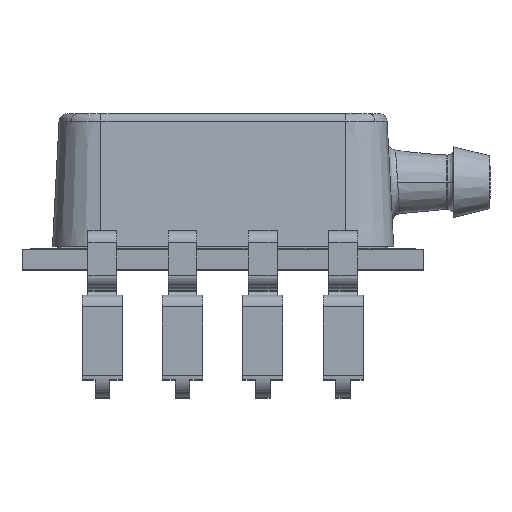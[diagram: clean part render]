
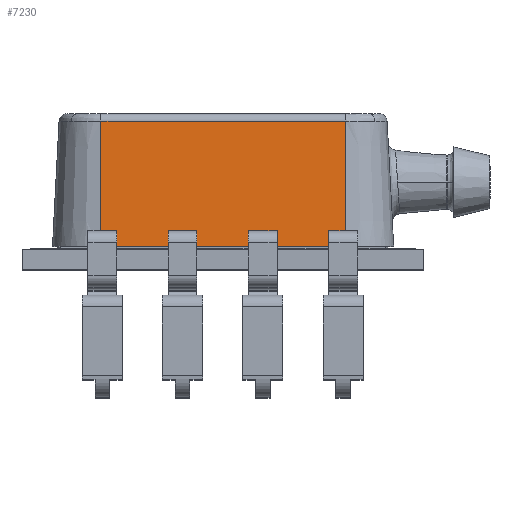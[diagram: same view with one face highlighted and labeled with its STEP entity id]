
A CAD part, top view. The second image highlights one B-rep face of the part: STEP entity #7230.
In plain terms, the highlighted face is planar.
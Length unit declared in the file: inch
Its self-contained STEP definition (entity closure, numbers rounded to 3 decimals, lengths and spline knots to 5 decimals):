
#606 = ORIENTED_EDGE ( 'NONE', *, *, #8034, .T. ) ;
#612 = ORIENTED_EDGE ( 'NONE', *, *, #8009, .T. ) ;
#620 = ORIENTED_EDGE ( 'NONE', *, *, #8183, .F. ) ;
#626 = ORIENTED_EDGE ( 'NONE', *, *, #8068, .T. ) ;
#841 = LINE ( 'NONE', #1567, #866 ) ;
#866 = VECTOR ( 'NONE', #1577, 39.37008 ) ;
#1567 = CARTESIAN_POINT ( 'NONE',  ( -0.12559, 0.23735, 0.32427 ) ) ;
#1577 = DIRECTION ( 'NONE',  ( -1., 0., 0. ) ) ;
#2572 = CARTESIAN_POINT ( 'NONE',  ( 0.17859, 0.23735, 0.32427 ) ) ;
#2601 = CARTESIAN_POINT ( 'NONE',  ( -0.12559, 0.23735, 0.32427 ) ) ;
#2609 = CARTESIAN_POINT ( 'NONE',  ( -0.12623, 0.2455, 0.16875 ) ) ;
#2627 = CARTESIAN_POINT ( 'NONE',  ( 0.17923, 0.2455, 0.16875 ) ) ;
#5515 = LINE ( 'NONE', #12513, #5516 ) ;
#5516 = VECTOR ( 'NONE', #12499, 39.37008 ) ;
#5559 = LINE ( 'NONE', #12722, #5581 ) ;
#5564 = LINE ( 'NONE', #12874, #5567 ) ;
#5567 = VECTOR ( 'NONE', #12847, 39.37008 ) ;
#5581 = VECTOR ( 'NONE', #12690, 39.37008 ) ;
#7230 = ADVANCED_FACE ( 'NONE', ( #10022 ), #13781, .T. ) ;
#8009 = EDGE_CURVE ( 'NONE', #11622, #11613, #5515, .T. ) ;
#8034 = EDGE_CURVE ( 'NONE', #11613, #11581, #5559, .T. ) ;
#8068 = EDGE_CURVE ( 'NONE', #11561, #11622, #5564, .T. ) ;
#8183 = EDGE_CURVE ( 'NONE', #11561, #11581, #841, .T. ) ;
#8362 = AXIS2_PLACEMENT_3D ( 'NONE', #13767, #13759, #13756 ) ;
#9433 = EDGE_LOOP ( 'NONE', ( #612, #606, #620, #626 ) ) ;
#10022 = FACE_OUTER_BOUND ( 'NONE', #9433, .T. ) ;
#11561 = VERTEX_POINT ( 'NONE', #2572 ) ;
#11581 = VERTEX_POINT ( 'NONE', #2601 ) ;
#11613 = VERTEX_POINT ( 'NONE', #2609 ) ;
#11622 = VERTEX_POINT ( 'NONE', #2627 ) ;
#12499 = DIRECTION ( 'NONE',  ( -1., 0., 0. ) ) ;
#12513 = CARTESIAN_POINT ( 'NONE',  ( 0.18107, 0.2455, 0.16875 ) ) ;
#12690 = DIRECTION ( 'NONE',  ( 0.004, -0.052, 0.999 ) ) ;
#12722 = CARTESIAN_POINT ( 'NONE',  ( -0.12623, 0.2455, 0.16875 ) ) ;
#12847 = DIRECTION ( 'NONE',  ( 0.004, 0.052, -0.999 ) ) ;
#12874 = CARTESIAN_POINT ( 'NONE',  ( 0.17859, 0.23735, 0.32427 ) ) ;
#13756 = DIRECTION ( 'NONE',  ( 0., -0.052, 0.999 ) ) ;
#13759 = DIRECTION ( 'NONE',  ( 0., 0.999, 0.052 ) ) ;
#13767 = CARTESIAN_POINT ( 'NONE',  ( 0.18107, 0.2455, 0.16875 ) ) ;
#13781 = PLANE ( 'NONE',  #8362 ) ;
